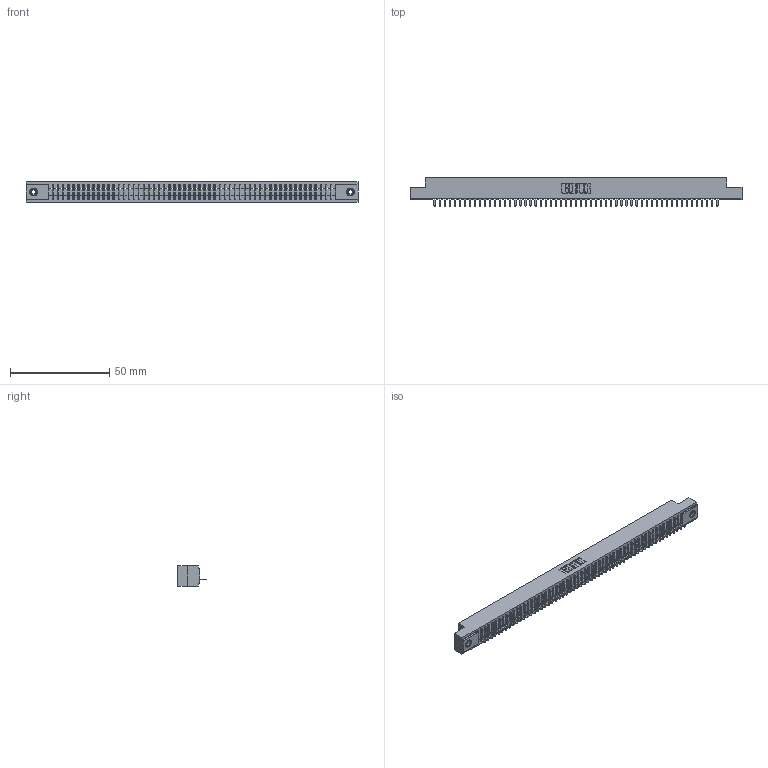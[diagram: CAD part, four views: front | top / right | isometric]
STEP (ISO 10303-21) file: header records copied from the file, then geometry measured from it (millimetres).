
FILE_DESCRIPTION (( 'STEP AP203' ), '1' );
FILE_NAME ('391-057-520-108.STEP', '2018-08-09T11:26:10', ( '' ), ( '' ), 'SwSTEP 2.0', 'SolidWorks 2016', '' );
FILE_SCHEMA (( 'CONFIG_CONTROL_DESIGN' ));
Length unit declared in the file: inch
Products named in the file (4): 341 Part_.156 (3.96) Dia Mounting Holes; 341-292-001_341-292-120; 345-250-001_345-250-003-102; 391-057-520-108
Assembly tree (60 placements, depth 2):
  391-057-520-108
    341 Part_.156 (3.96) Dia Mounting Holes
    341-292-001_341-292-120  x57
    345-250-001_345-250-003-102  x2
Bounding box: 167 x 14.27 x 10.16 mm (x, y, z)
Volume: 11933.5 mm3; surface area: 18783.9 mm2
Topology: 60 solids, 60 shells, 4850 faces, 13961 edges, 8954 vertices
Faces by surface type: plane 3007, cylinder 1599, sphere 116, torus 116, cone 12
Entity records: 66345 total; most frequent: CARTESIAN_POINT 11257, ORIENTED_EDGE 11238, DIRECTION 10865, EDGE_CURVE 5619, LINE 4553, VECTOR 4553, VERTEX_POINT 3548, AXIS2_PLACEMENT_3D 3156
